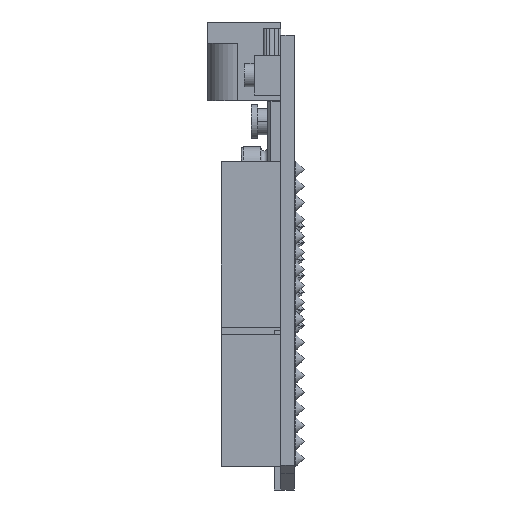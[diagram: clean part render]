
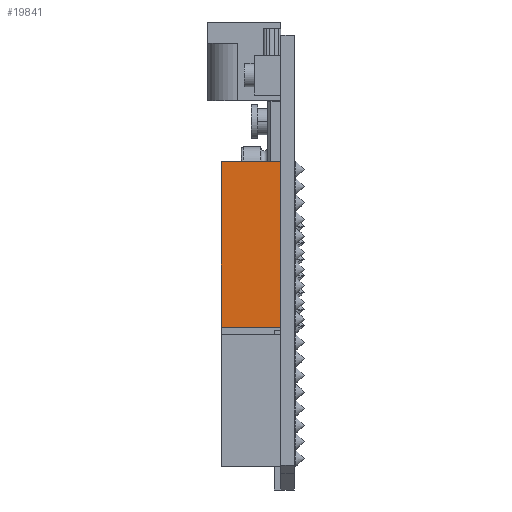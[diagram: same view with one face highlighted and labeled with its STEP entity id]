
A CAD part, left-side view. The second image highlights one B-rep face of the part: STEP entity #19841.
In plain terms, the highlighted planar face has unit normal (-1, 0, 0).
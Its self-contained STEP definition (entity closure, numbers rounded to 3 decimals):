
#393=DIRECTION('',(0.,0.,1.));
#394=VECTOR('',#393,25.);
#395=CARTESIAN_POINT('',(-26.,0.,-9.75));
#396=LINE('',#395,#394);
#6195=DIRECTION('',(0.,0.,1.));
#6196=VECTOR('',#6195,25.);
#6197=CARTESIAN_POINT('',(-26.,9.,-9.75));
#6198=LINE('',#6197,#6196);
#6202=DIRECTION('',(0.,-1.,0.));
#6203=VECTOR('',#6202,9.);
#6204=CARTESIAN_POINT('',(-26.,9.,15.25));
#6205=LINE('',#6204,#6203);
#6538=DIRECTION('',(0.,-1.,0.));
#6539=VECTOR('',#6538,9.);
#6540=CARTESIAN_POINT('',(-26.,9.,-9.75));
#6541=LINE('',#6540,#6539);
#11133=CARTESIAN_POINT('',(-26.,0.,-9.75));
#11134=CARTESIAN_POINT('',(-26.,0.,15.25));
#11135=VERTEX_POINT('',#11133);
#11136=VERTEX_POINT('',#11134);
#12319=CARTESIAN_POINT('',(-26.,9.,-9.75));
#12320=CARTESIAN_POINT('',(-26.,9.,15.25));
#12321=VERTEX_POINT('',#12319);
#12322=VERTEX_POINT('',#12320);
#19827=CARTESIAN_POINT('',(-26.,0.,-9.75));
#19828=DIRECTION('',(-1.,0.,0.));
#19829=DIRECTION('',(0.,0.,1.));
#19830=AXIS2_PLACEMENT_3D('',#19827,#19828,#19829);
#19831=PLANE('',#19830);
#19833=ORIENTED_EDGE('',*,*,#19832,.T.);
#19835=ORIENTED_EDGE('',*,*,#19834,.T.);
#19836=ORIENTED_EDGE('',*,*,#13125,.F.);
#19838=ORIENTED_EDGE('',*,*,#19837,.F.);
#19839=EDGE_LOOP('',(#19833,#19835,#19836,#19838));
#19840=FACE_OUTER_BOUND('',#19839,.F.);
#13125=EDGE_CURVE('',#11135,#11136,#396,.T.);
#19832=EDGE_CURVE('',#12321,#12322,#6198,.T.);
#19834=EDGE_CURVE('',#12322,#11136,#6205,.T.);
#19837=EDGE_CURVE('',#12321,#11135,#6541,.T.);
#19841=ADVANCED_FACE('',(#19840),#19831,.T.);
